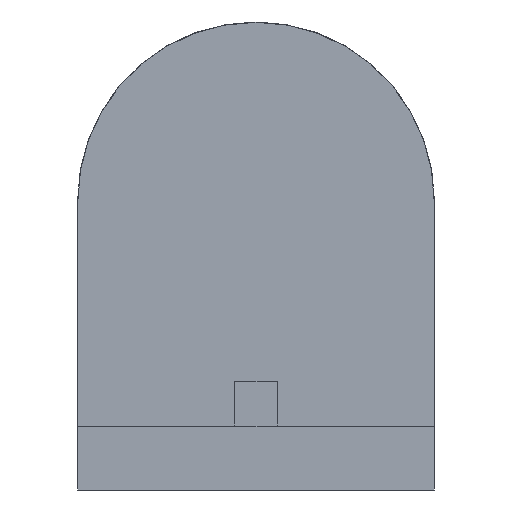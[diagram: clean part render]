
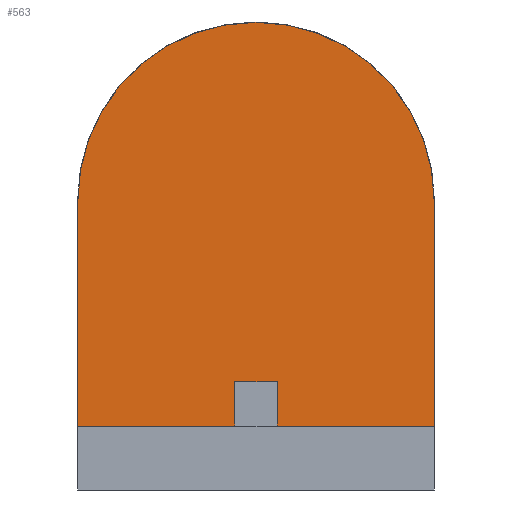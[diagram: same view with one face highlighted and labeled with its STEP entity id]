
A CAD part, left-side view. The second image highlights one B-rep face of the part: STEP entity #563.
In plain terms, the highlighted planar face has unit normal (-1, 0, 0).
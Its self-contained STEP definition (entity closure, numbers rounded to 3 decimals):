
#22=CIRCLE('',#607,12.08);
#41=FACE_OUTER_BOUND('',#72,.T.);
#72=EDGE_LOOP('',(#401,#402,#403,#404,#405,#406));
#119=LINE('',#830,#189);
#120=LINE('',#834,#190);
#121=LINE('',#836,#191);
#122=LINE('',#837,#192);
#123=LINE('',#838,#193);
#189=VECTOR('',#676,10.);
#190=VECTOR('',#679,10.);
#191=VECTOR('',#680,10.);
#192=VECTOR('',#681,10.);
#193=VECTOR('',#682,10.);
#251=VERTEX_POINT('',#817);
#252=VERTEX_POINT('',#818);
#256=VERTEX_POINT('',#828);
#257=VERTEX_POINT('',#832);
#258=VERTEX_POINT('',#833);
#259=VERTEX_POINT('',#835);
#307=EDGE_CURVE('',#251,#252,#22,.T.);
#313=EDGE_CURVE('',#256,#252,#119,.T.);
#314=EDGE_CURVE('',#257,#258,#120,.T.);
#315=EDGE_CURVE('',#257,#259,#121,.T.);
#316=EDGE_CURVE('',#251,#259,#122,.T.);
#317=EDGE_CURVE('',#258,#256,#123,.T.);
#401=ORIENTED_EDGE('',*,*,#314,.F.);
#402=ORIENTED_EDGE('',*,*,#315,.T.);
#403=ORIENTED_EDGE('',*,*,#316,.F.);
#404=ORIENTED_EDGE('',*,*,#307,.T.);
#405=ORIENTED_EDGE('',*,*,#313,.F.);
#406=ORIENTED_EDGE('',*,*,#317,.F.);
#535=PLANE('',#610);
#563=ADVANCED_FACE('',(#41),#535,.T.);
#607=AXIS2_PLACEMENT_3D('',#819,#666,#667);
#610=AXIS2_PLACEMENT_3D('',#831,#677,#678);
#666=DIRECTION('center_axis',(-1.,0.,0.));
#667=DIRECTION('ref_axis',(0.,-1.,0.));
#676=DIRECTION('',(0.,-1.,0.));
#677=DIRECTION('center_axis',(-1.,0.,0.));
#678=DIRECTION('ref_axis',(0.,-1.,0.));
#679=DIRECTION('',(0.,1.,0.));
#680=DIRECTION('',(0.,0.,1.));
#681=DIRECTION('',(0.,-1.,0.));
#682=DIRECTION('',(0.,0.,1.));
#817=CARTESIAN_POINT('',(-22.75,-12.08,19.64));
#818=CARTESIAN_POINT('',(-22.75,12.08,19.64));
#819=CARTESIAN_POINT('Origin',(-22.75,0.,19.64));
#828=CARTESIAN_POINT('',(-22.75,12.1,19.64));
#830=CARTESIAN_POINT('',(-22.75,-12.1,19.64));
#831=CARTESIAN_POINT('Origin',(-22.75,12.1,4.34));
#832=CARTESIAN_POINT('',(-22.75,-12.1,4.34));
#833=CARTESIAN_POINT('',(-22.75,12.1,4.34));
#834=CARTESIAN_POINT('',(-22.75,6.05,4.34));
#835=CARTESIAN_POINT('',(-22.75,-12.1,19.64));
#836=CARTESIAN_POINT('',(-22.75,-12.1,4.34));
#837=CARTESIAN_POINT('',(-22.75,-12.1,19.64));
#838=CARTESIAN_POINT('',(-22.75,12.1,4.34));
